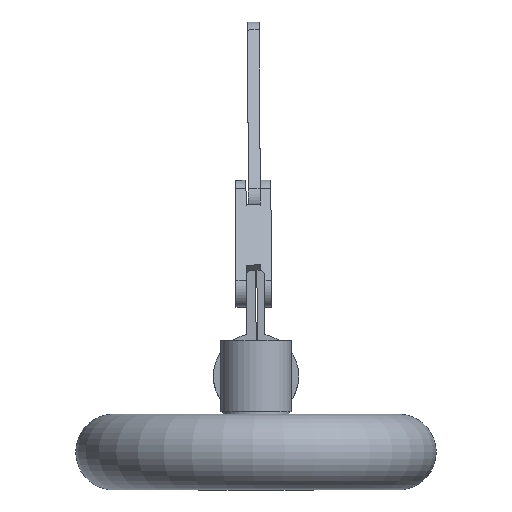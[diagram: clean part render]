
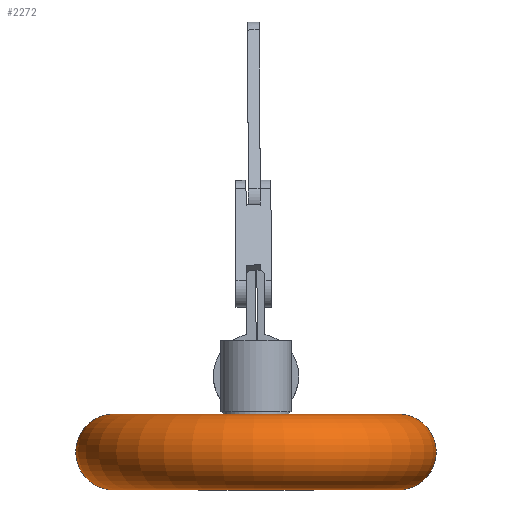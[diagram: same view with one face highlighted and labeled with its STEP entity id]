
A CAD part, front view. The second image highlights one B-rep face of the part: STEP entity #2272.
In plain terms, the highlighted toroidal (fillet/blend) face has major radius 76.2 mm and minor radius 20.32 mm.
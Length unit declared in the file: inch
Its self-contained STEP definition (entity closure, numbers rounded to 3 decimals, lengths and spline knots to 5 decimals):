
#90 = AXIS2_PLACEMENT_3D ( 'NONE', #179, #3391, #124 ) ;
#124 = DIRECTION ( 'NONE',  ( 0., 0., 1. ) ) ;
#174 = DIRECTION ( 'NONE',  ( 0., 0., 1. ) ) ;
#179 = CARTESIAN_POINT ( 'NONE',  ( 0., 0., -3. ) ) ;
#317 = CARTESIAN_POINT ( 'NONE',  ( 0.8, 0., 3. ) ) ;
#427 = CARTESIAN_POINT ( 'NONE',  ( 0.8, 0., 0. ) ) ;
#578 = CIRCLE ( 'NONE', #2752, 0.8 ) ;
#642 = DIRECTION ( 'NONE',  ( 0., 0., -1. ) ) ;
#664 = DIRECTION ( 'NONE',  ( 0., -1., 0. ) ) ;
#699 = DIRECTION ( 'NONE',  ( -1., 0., 0. ) ) ;
#739 = CARTESIAN_POINT ( 'NONE',  ( -0.8, 0., -3. ) ) ;
#770 = DIRECTION ( 'NONE',  ( -1., 0., 0. ) ) ;
#892 = EDGE_CURVE ( 'NONE', #3655, #3554, #1928, .T. ) ;
#1056 = DIRECTION ( 'NONE',  ( 0., 0., 1. ) ) ;
#1234 = DIRECTION ( 'NONE',  ( -1., 0., 0. ) ) ;
#1246 = AXIS2_PLACEMENT_3D ( 'NONE', #2514, #770, #1056 ) ;
#1279 = DIRECTION ( 'NONE',  ( 0., 0., 1. ) ) ;
#1376 = ORIENTED_EDGE ( 'NONE', *, *, #892, .F. ) ;
#1384 = ORIENTED_EDGE ( 'NONE', *, *, #2872, .F. ) ;
#1837 = AXIS2_PLACEMENT_3D ( 'NONE', #2436, #1234, #1279 ) ;
#1928 = CIRCLE ( 'NONE', #1246, 3. ) ;
#1979 = CARTESIAN_POINT ( 'NONE',  ( -0.8, 0., 3. ) ) ;
#2003 = EDGE_LOOP ( 'NONE', ( #1384, #3313, #3515, #1376 ) ) ;
#2272 = ADVANCED_FACE ( 'NONE', ( #3586 ), #3314, .T. ) ;
#2298 = CIRCLE ( 'NONE', #2979, 3. ) ;
#2372 = CIRCLE ( 'NONE', #90, 0.8 ) ;
#2436 = CARTESIAN_POINT ( 'NONE',  ( 0., 0., 0. ) ) ;
#2459 = VERTEX_POINT ( 'NONE', #3149 ) ;
#2514 = CARTESIAN_POINT ( 'NONE',  ( -0.8, 0., 0. ) ) ;
#2712 = VERTEX_POINT ( 'NONE', #317 ) ;
#2752 = AXIS2_PLACEMENT_3D ( 'NONE', #3292, #664, #642 ) ;
#2872 = EDGE_CURVE ( 'NONE', #2459, #3655, #2372, .T. ) ;
#2979 = AXIS2_PLACEMENT_3D ( 'NONE', #427, #699, #174 ) ;
#3135 = EDGE_CURVE ( 'NONE', #2712, #3554, #578, .T. ) ;
#3149 = CARTESIAN_POINT ( 'NONE',  ( 0.8, 0., -3. ) ) ;
#3292 = CARTESIAN_POINT ( 'NONE',  ( 0., 0., 3. ) ) ;
#3313 = ORIENTED_EDGE ( 'NONE', *, *, #3376, .T. ) ;
#3314 = TOROIDAL_SURFACE ( 'NONE', #1837, 3., 0.8 ) ;
#3376 = EDGE_CURVE ( 'NONE', #2459, #2712, #2298, .T. ) ;
#3391 = DIRECTION ( 'NONE',  ( 0., 1., 0. ) ) ;
#3515 = ORIENTED_EDGE ( 'NONE', *, *, #3135, .T. ) ;
#3554 = VERTEX_POINT ( 'NONE', #1979 ) ;
#3586 = FACE_OUTER_BOUND ( 'NONE', #2003, .T. ) ;
#3655 = VERTEX_POINT ( 'NONE', #739 ) ;
